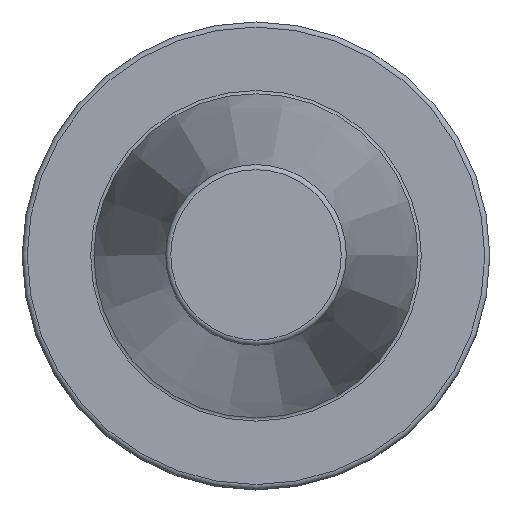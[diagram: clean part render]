
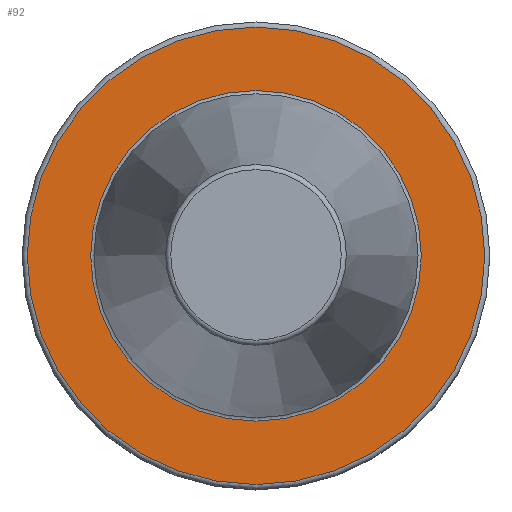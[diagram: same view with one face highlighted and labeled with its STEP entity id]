
A CAD part, top view. The second image highlights one B-rep face of the part: STEP entity #92.
In plain terms, the highlighted planar face has unit normal (0, 0, 1).
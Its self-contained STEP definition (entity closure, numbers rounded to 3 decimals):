
#59=FACE_BOUND('',#124,.T.);
#60=FACE_BOUND('',#125,.T.);
#92=ADVANCED_FACE('',(#59,#60),#107,.T.);
#107=PLANE('',#261);
#124=EDGE_LOOP('',(#162));
#125=EDGE_LOOP('',(#163));
#162=ORIENTED_EDGE('',*,*,#214,.T.);
#163=ORIENTED_EDGE('',*,*,#213,.F.);
#194=VERTEX_POINT('',#385);
#195=VERTEX_POINT('',#388);
#213=EDGE_CURVE('',#194,#194,#232,.T.);
#214=EDGE_CURVE('',#195,#195,#233,.T.);
#232=CIRCLE('',#258,16.25);
#233=CIRCLE('',#260,22.49);
#258=AXIS2_PLACEMENT_3D('',#384,#311,#312);
#260=AXIS2_PLACEMENT_3D('',#387,#315,#316);
#261=AXIS2_PLACEMENT_3D('',#389,#317,#318);
#311=DIRECTION('',(0.0,0.0,1.0));
#312=DIRECTION('',(1.0,0.0,0.0));
#315=DIRECTION('',(0.0,0.0,1.0));
#316=DIRECTION('',(1.0,0.0,0.0));
#317=DIRECTION('',(0.0,0.0,1.0));
#318=DIRECTION('',(1.0,0.0,0.0));
#384=CARTESIAN_POINT('',(0.0,0.0,-2.0));
#385=CARTESIAN_POINT('',(16.25,0.0,-2.0));
#387=CARTESIAN_POINT('',(0.0,0.0,-2.0));
#388=CARTESIAN_POINT('',(22.49,0.0,-2.0));
#389=CARTESIAN_POINT('',(0.0,16.25,-2.0));
